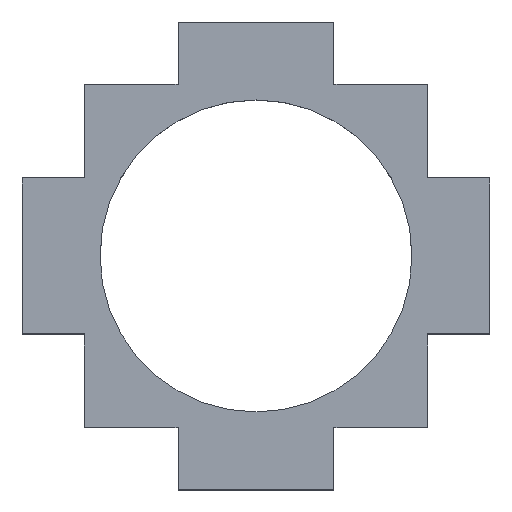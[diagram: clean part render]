
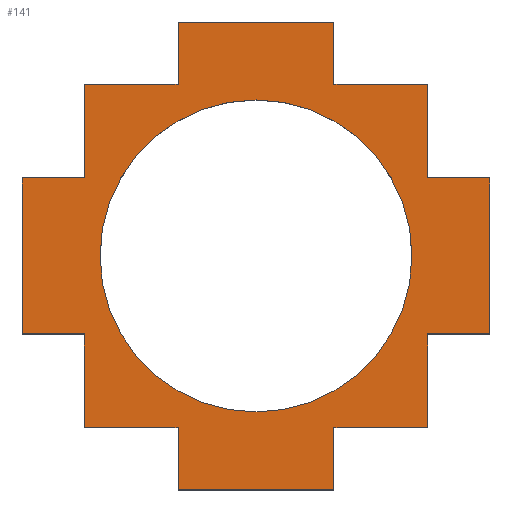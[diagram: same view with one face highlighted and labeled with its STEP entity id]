
A CAD part, top view. The second image highlights one B-rep face of the part: STEP entity #141.
In plain terms, the highlighted planar face has unit normal (0, 0, 1).
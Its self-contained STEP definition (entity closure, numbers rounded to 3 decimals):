
#116=FACE_BOUND('',#207,.T.);
#117=FACE_BOUND('',#208,.T.);
#141=ADVANCED_FACE('',(#116,#117),#163,.T.);
#163=PLANE('',#774);
#207=EDGE_LOOP('',(#293,#294,#295,#296,#297,#298,#299,#300,#301,#302,#303,
#304,#305,#306,#307,#308,#309,#310,#311,#312));
#208=EDGE_LOOP('',(#313));
#293=ORIENTED_EDGE('',*,*,#379,.F.);
#294=ORIENTED_EDGE('',*,*,#436,.F.);
#295=ORIENTED_EDGE('',*,*,#433,.F.);
#296=ORIENTED_EDGE('',*,*,#430,.F.);
#297=ORIENTED_EDGE('',*,*,#427,.F.);
#298=ORIENTED_EDGE('',*,*,#424,.F.);
#299=ORIENTED_EDGE('',*,*,#421,.F.);
#300=ORIENTED_EDGE('',*,*,#418,.F.);
#301=ORIENTED_EDGE('',*,*,#415,.F.);
#302=ORIENTED_EDGE('',*,*,#412,.F.);
#303=ORIENTED_EDGE('',*,*,#409,.F.);
#304=ORIENTED_EDGE('',*,*,#406,.F.);
#305=ORIENTED_EDGE('',*,*,#403,.F.);
#306=ORIENTED_EDGE('',*,*,#400,.F.);
#307=ORIENTED_EDGE('',*,*,#397,.F.);
#308=ORIENTED_EDGE('',*,*,#394,.F.);
#309=ORIENTED_EDGE('',*,*,#391,.F.);
#310=ORIENTED_EDGE('',*,*,#388,.F.);
#311=ORIENTED_EDGE('',*,*,#385,.F.);
#312=ORIENTED_EDGE('',*,*,#382,.F.);
#313=ORIENTED_EDGE('',*,*,#437,.F.);
#337=VERTEX_POINT('',#948);
#338=VERTEX_POINT('',#950);
#340=VERTEX_POINT('',#956);
#342=VERTEX_POINT('',#962);
#344=VERTEX_POINT('',#968);
#346=VERTEX_POINT('',#974);
#348=VERTEX_POINT('',#980);
#350=VERTEX_POINT('',#986);
#352=VERTEX_POINT('',#992);
#354=VERTEX_POINT('',#998);
#356=VERTEX_POINT('',#1004);
#358=VERTEX_POINT('',#1010);
#360=VERTEX_POINT('',#1016);
#362=VERTEX_POINT('',#1022);
#364=VERTEX_POINT('',#1028);
#366=VERTEX_POINT('',#1034);
#368=VERTEX_POINT('',#1040);
#370=VERTEX_POINT('',#1046);
#372=VERTEX_POINT('',#1052);
#374=VERTEX_POINT('',#1058);
#375=VERTEX_POINT('',#1065);
#379=EDGE_CURVE('',#337,#338,#544,.T.);
#382=EDGE_CURVE('',#338,#340,#547,.T.);
#385=EDGE_CURVE('',#340,#342,#550,.T.);
#388=EDGE_CURVE('',#342,#344,#553,.T.);
#391=EDGE_CURVE('',#344,#346,#556,.T.);
#394=EDGE_CURVE('',#346,#348,#559,.T.);
#397=EDGE_CURVE('',#348,#350,#562,.T.);
#400=EDGE_CURVE('',#350,#352,#565,.T.);
#403=EDGE_CURVE('',#352,#354,#568,.T.);
#406=EDGE_CURVE('',#354,#356,#571,.T.);
#409=EDGE_CURVE('',#356,#358,#574,.T.);
#412=EDGE_CURVE('',#358,#360,#577,.T.);
#415=EDGE_CURVE('',#360,#362,#580,.T.);
#418=EDGE_CURVE('',#362,#364,#583,.T.);
#421=EDGE_CURVE('',#364,#366,#586,.T.);
#424=EDGE_CURVE('',#366,#368,#589,.T.);
#427=EDGE_CURVE('',#368,#370,#592,.T.);
#430=EDGE_CURVE('',#370,#372,#595,.T.);
#433=EDGE_CURVE('',#372,#374,#598,.T.);
#436=EDGE_CURVE('',#374,#337,#601,.T.);
#437=EDGE_CURVE('',#375,#375,#440,.T.);
#440=CIRCLE('',#771,10.);
#544=LINE('',#949,#628);
#547=LINE('',#955,#631);
#550=LINE('',#961,#634);
#553=LINE('',#967,#637);
#556=LINE('',#973,#640);
#559=LINE('',#979,#643);
#562=LINE('',#985,#646);
#565=LINE('',#991,#649);
#568=LINE('',#997,#652);
#571=LINE('',#1003,#655);
#574=LINE('',#1009,#658);
#577=LINE('',#1015,#661);
#580=LINE('',#1021,#664);
#583=LINE('',#1027,#667);
#586=LINE('',#1033,#670);
#589=LINE('',#1039,#673);
#592=LINE('',#1045,#676);
#595=LINE('',#1051,#679);
#598=LINE('',#1057,#682);
#601=LINE('',#1062,#685);
#628=VECTOR('',#808,1.);
#631=VECTOR('',#813,1.);
#634=VECTOR('',#818,1.);
#637=VECTOR('',#823,1.);
#640=VECTOR('',#828,1.);
#643=VECTOR('',#833,1.);
#646=VECTOR('',#838,1.);
#649=VECTOR('',#843,1.);
#652=VECTOR('',#848,1.);
#655=VECTOR('',#853,1.);
#658=VECTOR('',#858,1.);
#661=VECTOR('',#863,1.);
#664=VECTOR('',#868,1.);
#667=VECTOR('',#873,1.);
#670=VECTOR('',#878,1.);
#673=VECTOR('',#883,1.);
#676=VECTOR('',#888,1.);
#679=VECTOR('',#893,1.);
#682=VECTOR('',#898,1.);
#685=VECTOR('',#903,1.);
#771=AXIS2_PLACEMENT_3D('',#1064,#906,#907);
#774=AXIS2_PLACEMENT_3D('',#1069,#912,#913);
#808=DIRECTION('',(0.,1.,0.));
#813=DIRECTION('',(1.,0.,0.));
#818=DIRECTION('',(0.,1.,0.));
#823=DIRECTION('',(1.,0.,0.));
#828=DIRECTION('',(0.,1.,0.));
#833=DIRECTION('',(1.,0.,0.));
#838=DIRECTION('',(0.,-1.,0.));
#843=DIRECTION('',(1.,0.,0.));
#848=DIRECTION('',(0.,-1.,0.));
#853=DIRECTION('',(1.,0.,0.));
#858=DIRECTION('',(0.,-1.,0.));
#863=DIRECTION('',(-1.,0.,0.));
#868=DIRECTION('',(0.,-1.,0.));
#873=DIRECTION('',(-1.,0.,0.));
#878=DIRECTION('',(0.,-1.,0.));
#883=DIRECTION('',(-1.,0.,0.));
#888=DIRECTION('',(0.,1.,0.));
#893=DIRECTION('',(-1.,0.,0.));
#898=DIRECTION('',(0.,1.,0.));
#903=DIRECTION('',(-1.,0.,0.));
#906=DIRECTION('',(0.,0.,1.));
#907=DIRECTION('',(1.,0.,0.));
#912=DIRECTION('',(0.,0.,1.));
#913=DIRECTION('',(1.,0.,0.));
#948=CARTESIAN_POINT('',(-15.,-5.,4.));
#949=CARTESIAN_POINT('',(-15.,-5.,4.));
#950=CARTESIAN_POINT('',(-15.,5.,4.));
#955=CARTESIAN_POINT('',(-15.,5.,4.));
#956=CARTESIAN_POINT('',(-11.,5.,4.));
#961=CARTESIAN_POINT('',(-11.,5.,4.));
#962=CARTESIAN_POINT('',(-11.,11.,4.));
#967=CARTESIAN_POINT('',(-11.,11.,4.));
#968=CARTESIAN_POINT('',(-5.,11.,4.));
#973=CARTESIAN_POINT('',(-5.,11.,4.));
#974=CARTESIAN_POINT('',(-5.,15.,4.));
#979=CARTESIAN_POINT('',(-5.,15.,4.));
#980=CARTESIAN_POINT('',(5.,15.,4.));
#985=CARTESIAN_POINT('',(5.,15.,4.));
#986=CARTESIAN_POINT('',(5.,11.,4.));
#991=CARTESIAN_POINT('',(5.,11.,4.));
#992=CARTESIAN_POINT('',(11.,11.,4.));
#997=CARTESIAN_POINT('',(11.,11.,4.));
#998=CARTESIAN_POINT('',(11.,5.,4.));
#1003=CARTESIAN_POINT('',(11.,5.,4.));
#1004=CARTESIAN_POINT('',(15.,5.,4.));
#1009=CARTESIAN_POINT('',(15.,5.,4.));
#1010=CARTESIAN_POINT('',(15.,-5.,4.));
#1015=CARTESIAN_POINT('',(15.,-5.,4.));
#1016=CARTESIAN_POINT('',(11.,-5.,4.));
#1021=CARTESIAN_POINT('',(11.,-5.,4.));
#1022=CARTESIAN_POINT('',(11.,-11.,4.));
#1027=CARTESIAN_POINT('',(11.,-11.,4.));
#1028=CARTESIAN_POINT('',(5.,-11.,4.));
#1033=CARTESIAN_POINT('',(5.,-11.,4.));
#1034=CARTESIAN_POINT('',(5.,-15.,4.));
#1039=CARTESIAN_POINT('',(5.,-15.,4.));
#1040=CARTESIAN_POINT('',(-5.,-15.,4.));
#1045=CARTESIAN_POINT('',(-5.,-15.,4.));
#1046=CARTESIAN_POINT('',(-5.,-11.,4.));
#1051=CARTESIAN_POINT('',(-5.,-11.,4.));
#1052=CARTESIAN_POINT('',(-11.,-11.,4.));
#1057=CARTESIAN_POINT('',(-11.,-11.,4.));
#1058=CARTESIAN_POINT('',(-11.,-5.,4.));
#1062=CARTESIAN_POINT('',(-11.,-5.,4.));
#1064=CARTESIAN_POINT('',(0.,0.,4.));
#1065=CARTESIAN_POINT('',(10.,0.,4.));
#1069=CARTESIAN_POINT('',(0.,0.,4.));
